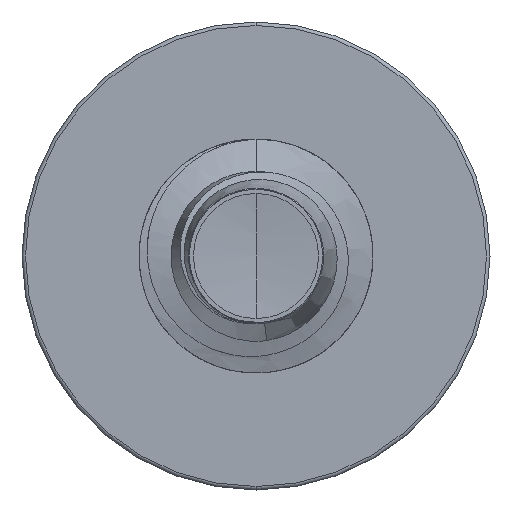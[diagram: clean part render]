
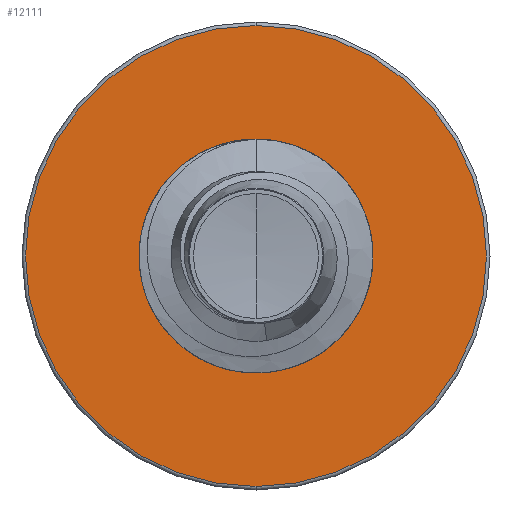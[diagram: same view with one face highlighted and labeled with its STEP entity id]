
A CAD part, front view. The second image highlights one B-rep face of the part: STEP entity #12111.
In plain terms, the highlighted planar face has unit normal (0, -1, 0).
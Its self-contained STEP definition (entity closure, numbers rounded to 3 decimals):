
#389 = DIRECTION ( 'NONE',  ( 0., 0., 1. ) ) ;
#457 = DIRECTION ( 'NONE',  ( 0., 0., 1. ) ) ;
#696 = VERTEX_POINT ( 'NONE', #9959 ) ;
#1442 = CIRCLE ( 'NONE', #10253, 0.986 ) ;
#1854 = EDGE_LOOP ( 'NONE', ( #11606, #10850 ) ) ;
#1880 = EDGE_CURVE ( 'NONE', #696, #7610, #4866, .T. ) ;
#2042 = DIRECTION ( 'NONE',  ( 0., 1., 0. ) ) ;
#3500 = AXIS2_PLACEMENT_3D ( 'NONE', #8202, #7131, #389 ) ;
#3587 = CARTESIAN_POINT ( 'NONE',  ( 0., 5.5, -1.97 ) ) ;
#3767 = CIRCLE ( 'NONE', #4200, 1.97 ) ;
#4200 = AXIS2_PLACEMENT_3D ( 'NONE', #13154, #6443, #14306 ) ;
#4866 = CIRCLE ( 'NONE', #5865, 1.97 ) ;
#4981 = AXIS2_PLACEMENT_3D ( 'NONE', #8758, #2042, #9872 ) ;
#5689 = CARTESIAN_POINT ( 'NONE',  ( 0., 5.5, -0.986 ) ) ;
#5865 = AXIS2_PLACEMENT_3D ( 'NONE', #13938, #7198, #457 ) ;
#5992 = EDGE_CURVE ( 'NONE', #7610, #696, #3767, .T. ) ;
#6342 = DIRECTION ( 'NONE',  ( 0., 1., 0. ) ) ;
#6344 = EDGE_CURVE ( 'NONE', #8812, #9665, #6428, .T. ) ;
#6428 = CIRCLE ( 'NONE', #4981, 0.986 ) ;
#6443 = DIRECTION ( 'NONE',  ( 0., 1., 0. ) ) ;
#6957 = FACE_BOUND ( 'NONE', #1854, .T. ) ;
#7131 = DIRECTION ( 'NONE',  ( 0., 1., 0. ) ) ;
#7198 = DIRECTION ( 'NONE',  ( 0., 1., 0. ) ) ;
#7610 = VERTEX_POINT ( 'NONE', #3587 ) ;
#8202 = CARTESIAN_POINT ( 'NONE',  ( 0., 5.5, -0.986 ) ) ;
#8758 = CARTESIAN_POINT ( 'NONE',  ( 0., 5.5, 0. ) ) ;
#8812 = VERTEX_POINT ( 'NONE', #5689 ) ;
#9518 = FACE_OUTER_BOUND ( 'NONE', #13330, .T. ) ;
#9665 = VERTEX_POINT ( 'NONE', #12965 ) ;
#9872 = DIRECTION ( 'NONE',  ( 0., 0., 1. ) ) ;
#9959 = CARTESIAN_POINT ( 'NONE',  ( 0., 5.5, 1.97 ) ) ;
#10253 = AXIS2_PLACEMENT_3D ( 'NONE', #13056, #6342, #14202 ) ;
#10332 = ORIENTED_EDGE ( 'NONE', *, *, #1880, .F. ) ;
#10850 = ORIENTED_EDGE ( 'NONE', *, *, #6344, .T. ) ;
#11606 = ORIENTED_EDGE ( 'NONE', *, *, #12556, .T. ) ;
#11842 = ORIENTED_EDGE ( 'NONE', *, *, #5992, .F. ) ;
#12111 = ADVANCED_FACE ( 'NONE', ( #9518, #6957 ), #13868, .F. ) ;
#12556 = EDGE_CURVE ( 'NONE', #9665, #8812, #1442, .T. ) ;
#12965 = CARTESIAN_POINT ( 'NONE',  ( 0., 5.5, 0.986 ) ) ;
#13056 = CARTESIAN_POINT ( 'NONE',  ( 0., 5.5, 0. ) ) ;
#13154 = CARTESIAN_POINT ( 'NONE',  ( 0., 5.5, 0. ) ) ;
#13330 = EDGE_LOOP ( 'NONE', ( #10332, #11842 ) ) ;
#13868 = PLANE ( 'NONE',  #3500 ) ;
#13938 = CARTESIAN_POINT ( 'NONE',  ( 0., 5.5, 0. ) ) ;
#14202 = DIRECTION ( 'NONE',  ( 0., 0., 1. ) ) ;
#14306 = DIRECTION ( 'NONE',  ( 0., 0., 1. ) ) ;
